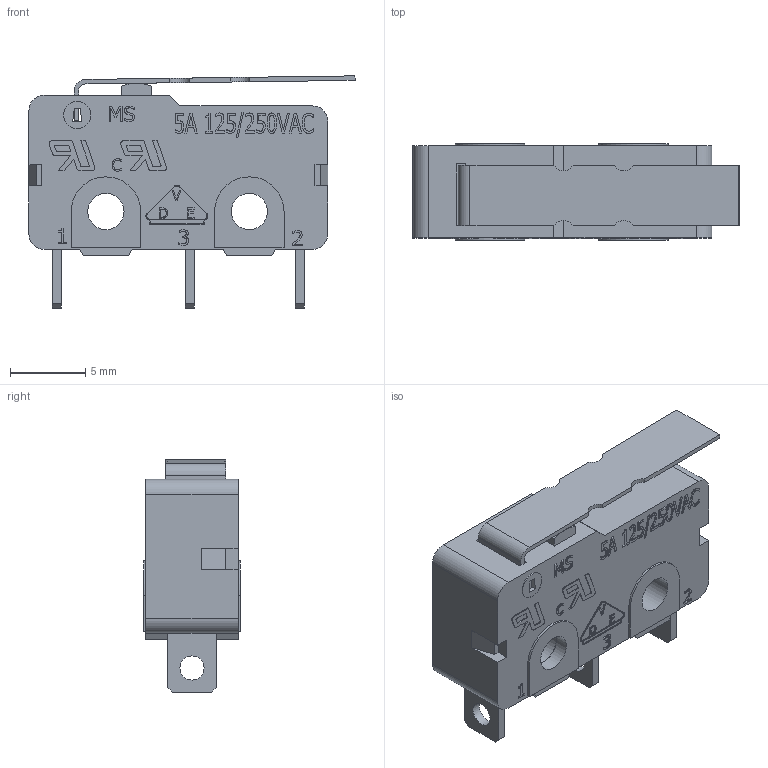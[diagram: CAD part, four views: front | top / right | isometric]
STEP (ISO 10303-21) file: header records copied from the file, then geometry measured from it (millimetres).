
FILE_DESCRIPTION((' '),'2;1');
FILE_NAME('MS085xx02FxxxS1A.stp','2017-07-28T15:24:04',(' '),(' '),' ','ACIS',' ');
FILE_SCHEMA(('CONFIG_CONTROL_DESIGN'));
Length unit declared in the file: inch
Products named in the file (1): MS085xx02FxxxS1A.stp
Bounding box: 21.61 x 6.4 x 15.39 mm (x, y, z)
Volume: 799.2 mm3; surface area: 1639.7 mm2
Topology: 1 solids, 4 shells, 772 faces, 2122 edges, 1412 vertices
Faces by surface type: plane 491, bspline 237, cylinder 44
Full cylindrical faces by diameter (mm): 1.6 x3, 1.8 x1, 2.4 x2, 2.5 x1
Entity records: 25651 total; most frequent: CARTESIAN_POINT 7451, ORIENTED_EDGE 4226, DIRECTION 2800, EDGE_CURVE 2113, VECTOR 1550, LINE 1550, VERTEX_POINT 1410, EDGE_LOOP 850
